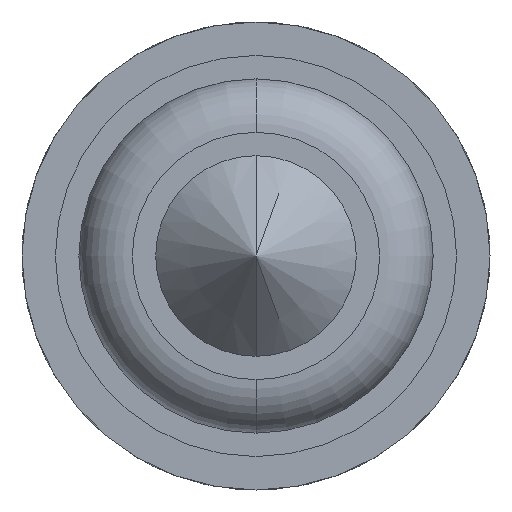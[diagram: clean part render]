
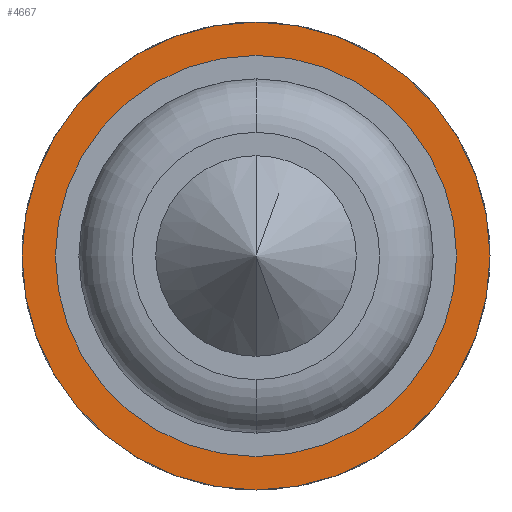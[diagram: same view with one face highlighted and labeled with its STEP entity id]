
A CAD part, front view. The second image highlights one B-rep face of the part: STEP entity #4667.
In plain terms, the highlighted planar face has unit normal (0, -1, 0).
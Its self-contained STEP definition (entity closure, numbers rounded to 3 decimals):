
#15 = CIRCLE ( 'NONE', #1496, 1.75 ) ;
#97 = DIRECTION ( 'NONE',  ( 0., 1., 0. ) ) ;
#111 = CARTESIAN_POINT ( 'NONE',  ( 0., 3.5, 0. ) ) ;
#511 = AXIS2_PLACEMENT_3D ( 'NONE', #1257, #1787, #5117 ) ;
#721 = DIRECTION ( 'NONE',  ( 0., 0., -1. ) ) ;
#877 = FACE_BOUND ( 'NONE', #3899, .T. ) ;
#945 = VERTEX_POINT ( 'NONE', #3343 ) ;
#1023 = EDGE_LOOP ( 'NONE', ( #1944, #5149 ) ) ;
#1028 = CARTESIAN_POINT ( 'NONE',  ( 0., 3.5, 0.9 ) ) ;
#1109 = AXIS2_PLACEMENT_3D ( 'NONE', #4497, #6011, #721 ) ;
#1257 = CARTESIAN_POINT ( 'NONE',  ( 0., 3.5, 0. ) ) ;
#1496 = AXIS2_PLACEMENT_3D ( 'NONE', #3897, #97, #3436 ) ;
#1679 = DIRECTION ( 'NONE',  ( 0., 1., 0. ) ) ;
#1681 = CIRCLE ( 'NONE', #6022, 0.9 ) ;
#1787 = DIRECTION ( 'NONE',  ( 0., 1., 0. ) ) ;
#1942 = EDGE_CURVE ( 'Defeature ausgef�hrt1_33+Defeature ausgef�hrt1_34+Defeature ausgef�hrt1_34+Defeature ausgef�hrt1_34', #5673, #4626, #1681, .T. ) ;
#1944 = ORIENTED_EDGE ( 'NONE', *, *, #2419, .F. ) ;
#1947 = DIRECTION ( 'NONE',  ( 0., 0., 1. ) ) ;
#2016 = CARTESIAN_POINT ( 'NONE',  ( 0., 3.5, -1.75 ) ) ;
#2419 = EDGE_CURVE ( 'Defeature ausgef�hrt1_32+Defeature ausgef�hrt1_33+Defeature ausgef�hrt1_33+Defeature ausgef�hrt1_33', #945, #3549, #2564, .T. ) ;
#2564 = CIRCLE ( 'NONE', #511, 1.75 ) ;
#2626 = PLANE ( 'NONE',  #1109 ) ;
#2739 = FACE_OUTER_BOUND ( 'NONE', #1023, .T. ) ;
#2758 = EDGE_CURVE ( 'Defeature ausgef�hrt1_32+Defeature ausgef�hrt1_33+Defeature ausgef�hrt1_33+Defeature ausgef�hrt1_33', #3549, #945, #15, .T. ) ;
#2820 = ORIENTED_EDGE ( 'NONE', *, *, #5011, .T. ) ;
#2919 = DIRECTION ( 'NONE',  ( 0., 1., 0. ) ) ;
#3343 = CARTESIAN_POINT ( 'NONE',  ( 0., 3.5, 1.75 ) ) ;
#3436 = DIRECTION ( 'NONE',  ( 0., 0., 1. ) ) ;
#3549 = VERTEX_POINT ( 'NONE', #2016 ) ;
#3897 = CARTESIAN_POINT ( 'NONE',  ( 0., 3.5, 0. ) ) ;
#3899 = EDGE_LOOP ( 'NONE', ( #2820, #6208 ) ) ;
#4497 = CARTESIAN_POINT ( 'NONE',  ( -0.9, 3.5, 0. ) ) ;
#4626 = VERTEX_POINT ( 'NONE', #1028 ) ;
#4641 = CARTESIAN_POINT ( 'NONE',  ( 0., 3.5, -0.9 ) ) ;
#4667 = ADVANCED_FACE ( 'Defeature ausgef�hrt1_33', ( #877, #2739 ), #2626, .T. ) ;
#4695 = CIRCLE ( 'NONE', #6062, 0.9 ) ;
#5011 = EDGE_CURVE ( 'Defeature ausgef�hrt1_33+Defeature ausgef�hrt1_34+Defeature ausgef�hrt1_34+Defeature ausgef�hrt1_34', #4626, #5673, #4695, .T. ) ;
#5117 = DIRECTION ( 'NONE',  ( 0., 0., 1. ) ) ;
#5149 = ORIENTED_EDGE ( 'NONE', *, *, #2758, .F. ) ;
#5589 = CARTESIAN_POINT ( 'NONE',  ( 0., 3.5, 0. ) ) ;
#5673 = VERTEX_POINT ( 'NONE', #4641 ) ;
#5990 = DIRECTION ( 'NONE',  ( 0., 0., 1. ) ) ;
#6011 = DIRECTION ( 'NONE',  ( 0., -1., 0. ) ) ;
#6022 = AXIS2_PLACEMENT_3D ( 'NONE', #111, #2919, #1947 ) ;
#6062 = AXIS2_PLACEMENT_3D ( 'NONE', #5589, #1679, #5990 ) ;
#6208 = ORIENTED_EDGE ( 'NONE', *, *, #1942, .T. ) ;
